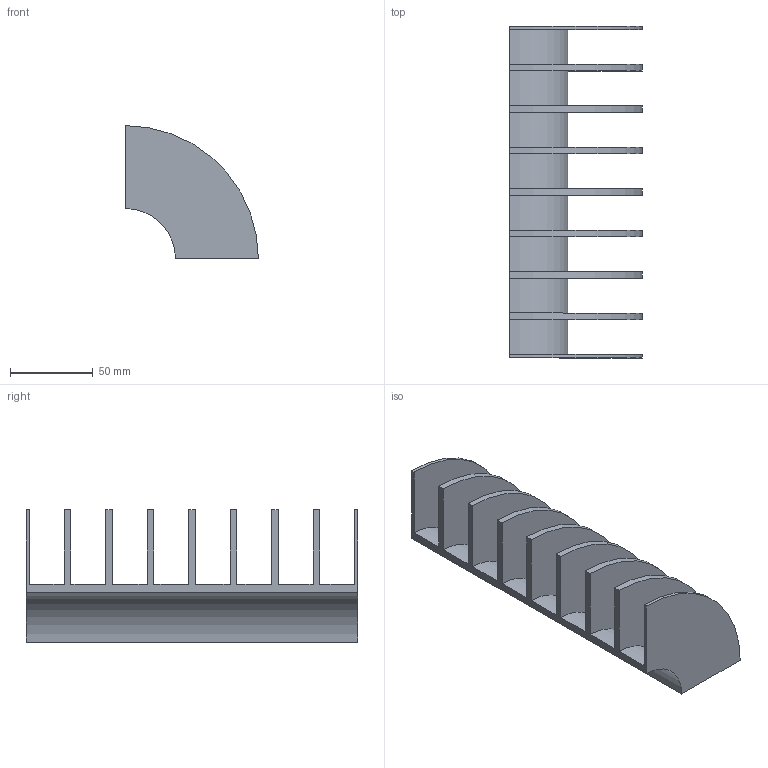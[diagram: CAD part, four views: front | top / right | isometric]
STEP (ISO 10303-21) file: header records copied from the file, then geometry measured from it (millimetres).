
FILE_DESCRIPTION( ( 'STEP Version 203' ), '1' );
FILE_NAME( ' ', '12/01/10 08:27:55', ( 'aho' ), ( ' ' ), 'PSStep 14.0', 'DesignModeler STEP Output', ' ' );
FILE_SCHEMA( ( 'AUTOMOTIVE_DESIGN { 1 0 10303 214 1 1 1 1 }' ) );
Length unit declared in the file: metre
Products named in the file (1): FinTube
Bounding box: 80 x 200 x 80 mm (x, y, z)
Volume: 181112.8 mm3; surface area: 101232.6 mm2
Topology: 1 solids, 1 shells, 38 faces, 108 edges, 72 vertices
Faces by surface type: plane 20, cylinder 18
Entity records: 1263 total; most frequent: DIRECTION 222, CARTESIAN_POINT 219, ORIENTED_EDGE 216, EDGE_CURVE 108, AXIS2_PLACEMENT_3D 75, VERTEX_POINT 72, LINE 72, VECTOR 72
